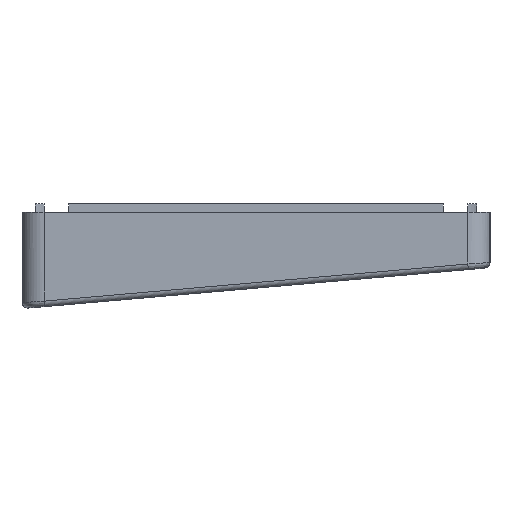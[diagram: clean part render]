
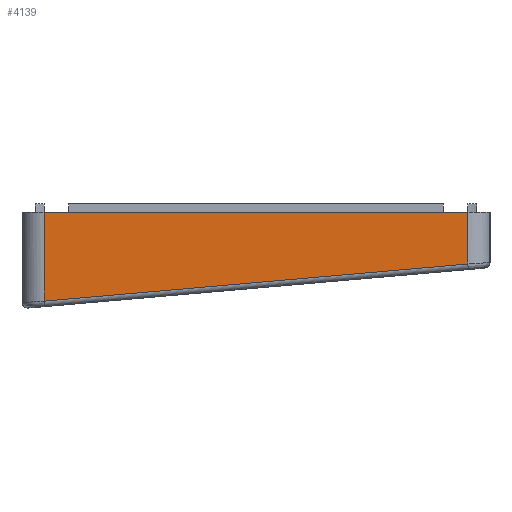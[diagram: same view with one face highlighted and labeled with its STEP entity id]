
A CAD part, left-side view. The second image highlights one B-rep face of the part: STEP entity #4139.
In plain terms, the highlighted planar face has unit normal (-1, 0, 0).
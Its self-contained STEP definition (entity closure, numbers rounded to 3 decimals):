
#4139=ADVANCED_FACE('',(#8786),#8788,.T.);
#8786=FACE_BOUND('',#8787,.T.);
#8787=EDGE_LOOP('',(#12676,#12677,#12678,#12679));
#8788=PLANE('',#8789);
#8789=AXIS2_PLACEMENT_3D('',#8790,#8791,#8792);
#8790=CARTESIAN_POINT('',(-4.125,-80.325,-3.));
#8791=DIRECTION('',(-1.,0.,0.));
#8792=DIRECTION('',(0.,1.,0.));
#12676=ORIENTED_EDGE('',*,*,#14214,.T.);
#12677=ORIENTED_EDGE('',*,*,#14215,.F.);
#12678=ORIENTED_EDGE('',*,*,#14017,.F.);
#12679=ORIENTED_EDGE('',*,*,#14212,.F.);
#14017=EDGE_CURVE('',#16106,#16109,#16110,.T.);
#14212=EDGE_CURVE('',#16409,#16106,#16411,.T.);
#14214=EDGE_CURVE('',#16409,#16413,#16414,.T.);
#14215=EDGE_CURVE('',#16109,#16413,#16415,.T.);
#16106=VERTEX_POINT('',#22019);
#16109=VERTEX_POINT('',#22025);
#16110=LINE('',#22026,#22027);
#16409=VERTEX_POINT('',#22779);
#16411=LINE('',#22784,#22785);
#16413=VERTEX_POINT('',#22790);
#16414=LINE('',#22791,#22792);
#16415=LINE('',#22794,#22795);
#22019=CARTESIAN_POINT('',(-4.125,0.125,-3.));
#22025=CARTESIAN_POINT('',(-4.125,-76.325,-3.));
#22026=CARTESIAN_POINT('',(-4.125,0.125,-3.));
#22027=VECTOR('',#22028,1.);
#22028=DIRECTION('',(0.,-1.,0.));
#22779=CARTESIAN_POINT('',(-4.125,0.125,-19.035));
#22784=CARTESIAN_POINT('',(-4.125,0.125,-19.035));
#22785=VECTOR('',#22786,1.);
#22786=DIRECTION('',(0.,0.,1.));
#22790=CARTESIAN_POINT('',(-4.125,-76.325,-12.346));
#22791=CARTESIAN_POINT('',(-4.125,0.125,-19.035));
#22792=VECTOR('',#22793,1.);
#22793=DIRECTION('',(0.,-0.996,0.087));
#22794=CARTESIAN_POINT('',(-4.125,-76.325,-3.));
#22795=VECTOR('',#22796,1.);
#22796=DIRECTION('',(0.,0.,-1.));
